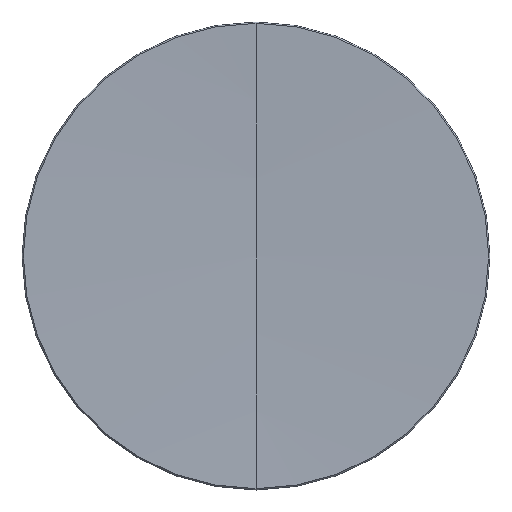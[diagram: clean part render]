
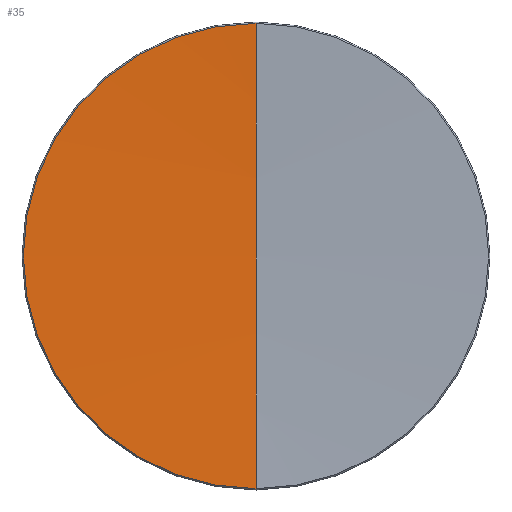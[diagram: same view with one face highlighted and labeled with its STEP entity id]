
A CAD part, top view. The second image highlights one B-rep face of the part: STEP entity #35.
In plain terms, the highlighted spherical face has radius 582.2 mm.
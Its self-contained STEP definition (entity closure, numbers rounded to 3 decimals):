
#1 = VERTEX_POINT ( 'NONE', #159 ) ;
#11 = VERTEX_POINT ( 'NONE', #216 ) ;
#32 = ORIENTED_EDGE ( 'NONE', *, *, #59, .T. ) ;
#33 = EDGE_LOOP ( 'NONE', ( #37, #32, #38 ) ) ;
#35 = ADVANCED_FACE ( 'NONE', ( #92 ), #205, .F. ) ;
#37 = ORIENTED_EDGE ( 'NONE', *, *, #60, .F. ) ;
#38 = ORIENTED_EDGE ( 'NONE', *, *, #58, .F. ) ;
#40 = VERTEX_POINT ( 'NONE', #204 ) ;
#58 = EDGE_CURVE ( 'NONE', #11, #40, #282, .T. ) ;
#59 = EDGE_CURVE ( 'NONE', #1, #40, #231, .T. ) ;
#60 = EDGE_CURVE ( 'NONE', #1, #11, #226, .T. ) ;
#92 = FACE_OUTER_BOUND ( 'NONE', #33, .T. ) ;
#159 = CARTESIAN_POINT ( 'NONE',  ( 0., -25.259, 3.048 ) ) ;
#200 = DIRECTION ( 'NONE',  ( 0., 1., 0. ) ) ;
#201 = DIRECTION ( 'NONE',  ( 1., 0., 0. ) ) ;
#202 = CARTESIAN_POINT ( 'NONE',  ( 0., 0., 584.7 ) ) ;
#203 = AXIS2_PLACEMENT_3D ( 'NONE', #202, #201, #200 ) ;
#204 = CARTESIAN_POINT ( 'NONE',  ( 0., 0., 2.5 ) ) ;
#205 = SPHERICAL_SURFACE ( 'NONE', #203, 582.2 ) ;
#216 = CARTESIAN_POINT ( 'NONE',  ( 0., 25.259, 3.048 ) ) ;
#222 = DIRECTION ( 'NONE',  ( 0., 1., 0. ) ) ;
#223 = DIRECTION ( 'NONE',  ( 0., 0., -1. ) ) ;
#224 = CARTESIAN_POINT ( 'NONE',  ( 0., 0., 3.048 ) ) ;
#225 = AXIS2_PLACEMENT_3D ( 'NONE', #224, #223, #222 ) ;
#226 = CIRCLE ( 'NONE', #225, 25.259 ) ;
#227 = DIRECTION ( 'NONE',  ( 0., 1., 0. ) ) ;
#228 = DIRECTION ( 'NONE',  ( 1., 0., 0. ) ) ;
#229 = CARTESIAN_POINT ( 'NONE',  ( 0., 0., 584.7 ) ) ;
#230 = AXIS2_PLACEMENT_3D ( 'NONE', #229, #228, #227 ) ;
#231 = CIRCLE ( 'NONE', #230, 582.2 ) ;
#278 = DIRECTION ( 'NONE',  ( 0., 0., 1. ) ) ;
#279 = DIRECTION ( 'NONE',  ( -1., 0., 0. ) ) ;
#280 = CARTESIAN_POINT ( 'NONE',  ( 0., 0., 584.7 ) ) ;
#281 = AXIS2_PLACEMENT_3D ( 'NONE', #280, #279, #278 ) ;
#282 = CIRCLE ( 'NONE', #281, 582.2 ) ;
